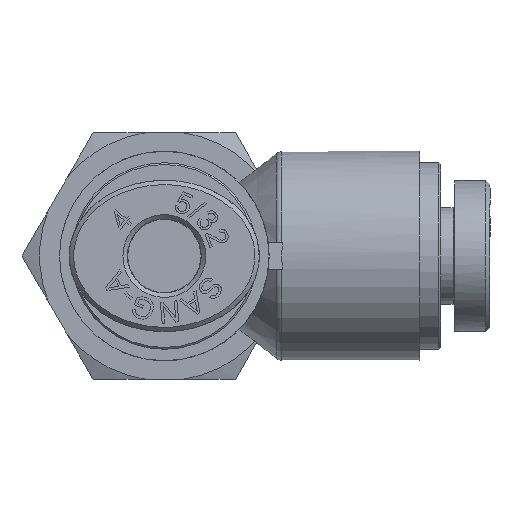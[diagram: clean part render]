
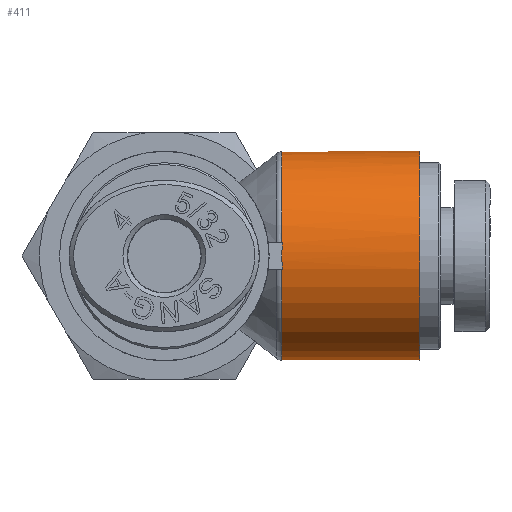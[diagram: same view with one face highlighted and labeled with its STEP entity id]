
A CAD part, left-side view. The second image highlights one B-rep face of the part: STEP entity #411.
In plain terms, the highlighted cylindrical face has radius 5.95 mm (diameter 11.9 mm), a full revolution.
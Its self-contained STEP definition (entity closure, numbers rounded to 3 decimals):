
#180=CARTESIAN_POINT('',(-5.903,-6.672,-0.75));
#181=VERTEX_POINT('',#180);
#191=CARTESIAN_POINT('',(-5.903,-6.719,-0.75));
#192=VERTEX_POINT('',#191);
#193=CARTESIAN_POINT('',(-5.903,-6.719,-0.75));
#194=DIRECTION('',(0.0,1.0,0.0));
#195=VECTOR('',#194,0.047);
#196=LINE('',#193,#195);
#197=EDGE_CURVE('',#192,#181,#196,.T.);
#245=CARTESIAN_POINT('',(-5.903,-6.719,0.75));
#246=VERTEX_POINT('',#245);
#253=CARTESIAN_POINT('',(-5.903,-6.672,0.75));
#254=VERTEX_POINT('',#253);
#255=CARTESIAN_POINT('',(-5.903,-6.672,0.75));
#256=DIRECTION('',(0.0,-1.0,0.0));
#257=VECTOR('',#256,0.047);
#258=LINE('',#255,#257);
#259=EDGE_CURVE('',#254,#246,#258,.T.);
#331=CARTESIAN_POINT('',(0.,-12.622,0.0));
#332=DIRECTION('',(0.707,0.707,0.0));
#333=DIRECTION('',(0.707,-0.707,0.0));
#334=AXIS2_PLACEMENT_3D('',#331,#332,#333);
#335=ELLIPSE('',#334,8.415,5.95);
#336=EDGE_CURVE('',#192,#246,#335,.T.);
#349=CARTESIAN_POINT('',(0.,-10.5,0.0));
#350=DIRECTION('',(0.,-1.0,0.0));
#351=DIRECTION('',(1.0,0.0,0.0));
#352=AXIS2_PLACEMENT_3D('',#349,#350,#351);
#353=CYLINDRICAL_SURFACE('',#352,5.95);
#354=ORIENTED_EDGE('',*,*,#197,.T.);
#355=CARTESIAN_POINT('',(5.903,-6.672,-0.75));
#356=VERTEX_POINT('',#355);
#357=CARTESIAN_POINT('',(0.,-6.672,0.0));
#358=DIRECTION('',(0.0,1.0,0.0));
#359=DIRECTION('',(-1.0,0.0,0.0));
#360=AXIS2_PLACEMENT_3D('',#357,#358,#359);
#361=CIRCLE('',#360,5.95);
#362=EDGE_CURVE('',#356,#181,#361,.T.);
#363=ORIENTED_EDGE('',*,*,#362,.F.);
#364=CARTESIAN_POINT('',(5.903,-6.719,-0.75));
#365=VERTEX_POINT('',#364);
#366=CARTESIAN_POINT('',(5.903,-6.672,-0.75));
#367=DIRECTION('',(0.0,-1.0,0.0));
#368=VECTOR('',#367,0.047);
#369=LINE('',#366,#368);
#370=EDGE_CURVE('',#356,#365,#369,.T.);
#371=ORIENTED_EDGE('',*,*,#370,.T.);
#372=CARTESIAN_POINT('',(5.903,-6.719,0.75));
#373=VERTEX_POINT('',#372);
#374=CARTESIAN_POINT('',(0.,-12.622,0.0));
#375=DIRECTION('',(-0.707,0.707,0.0));
#376=DIRECTION('',(0.707,0.707,0.0));
#377=AXIS2_PLACEMENT_3D('',#374,#375,#376);
#378=ELLIPSE('',#377,8.415,5.95);
#379=EDGE_CURVE('',#373,#365,#378,.T.);
#380=ORIENTED_EDGE('',*,*,#379,.F.);
#381=CARTESIAN_POINT('',(5.903,-6.672,0.75));
#382=VERTEX_POINT('',#381);
#383=CARTESIAN_POINT('',(5.903,-6.719,0.75));
#384=DIRECTION('',(0.0,1.0,0.0));
#385=VECTOR('',#384,0.047);
#386=LINE('',#383,#385);
#387=EDGE_CURVE('',#373,#382,#386,.T.);
#388=ORIENTED_EDGE('',*,*,#387,.T.);
#389=CARTESIAN_POINT('',(0.,-6.672,0.0));
#390=DIRECTION('',(0.0,1.0,0.0));
#391=DIRECTION('',(-1.0,0.0,0.0));
#392=AXIS2_PLACEMENT_3D('',#389,#390,#391);
#393=CIRCLE('',#392,5.95);
#394=EDGE_CURVE('',#254,#382,#393,.T.);
#395=ORIENTED_EDGE('',*,*,#394,.F.);
#396=ORIENTED_EDGE('',*,*,#259,.T.);
#397=ORIENTED_EDGE('',*,*,#336,.F.);
#398=EDGE_LOOP('',(#354,#363,#371,#380,#388,#395,#396,#397));
#399=FACE_OUTER_BOUND('',#398,.T.);
#400=CARTESIAN_POINT('',(0.0,-14.5,5.95));
#401=VERTEX_POINT('',#400);
#402=CARTESIAN_POINT('',(0.,-14.5,0.0));
#403=DIRECTION('',(0.0,-1.0,0.0));
#404=DIRECTION('',(1.0,0.0,0.0));
#405=AXIS2_PLACEMENT_3D('',#402,#403,#404);
#406=CIRCLE('',#405,5.95);
#407=EDGE_CURVE('',#401,#401,#406,.T.);
#408=ORIENTED_EDGE('',*,*,#407,.F.);
#409=EDGE_LOOP('',(#408));
#410=FACE_BOUND('',#409,.T.);
#411=ADVANCED_FACE('',(#399,#410),#353,.T.);
